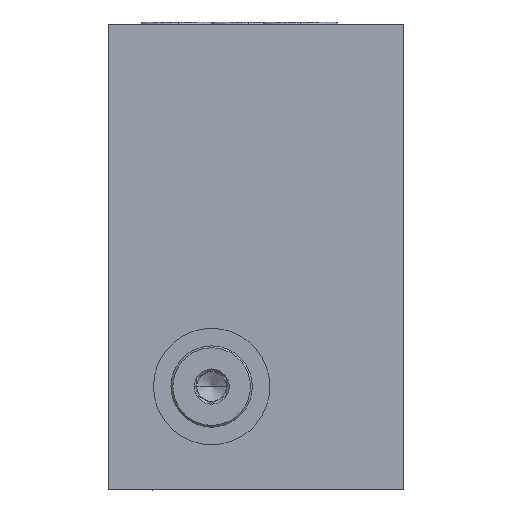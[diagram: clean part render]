
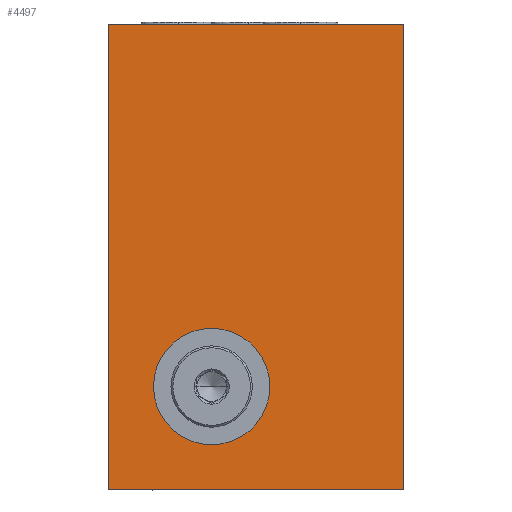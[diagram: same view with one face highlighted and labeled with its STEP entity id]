
A CAD part, left-side view. The second image highlights one B-rep face of the part: STEP entity #4497.
In plain terms, the highlighted planar face has unit normal (-1, 0, 0).
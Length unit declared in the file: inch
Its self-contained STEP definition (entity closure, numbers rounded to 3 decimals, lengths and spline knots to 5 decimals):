
#9=DIRECTION('',(0.,-1.,0.));
#10=VECTOR('',#9,2.5);
#11=CARTESIAN_POINT('',(0.,0.,0.));
#12=LINE('',#11,#10);
#1658=DIRECTION('',(0.,0.,1.));
#1659=VECTOR('',#1658,3.938);
#1660=CARTESIAN_POINT('',(0.,0.,0.));
#1661=LINE('',#1660,#1659);
#1662=CARTESIAN_POINT('',(0.,-0.875,0.875));
#1663=DIRECTION('',(1.,0.,0.));
#1664=DIRECTION('',(0.,0.,-1.));
#1665=AXIS2_PLACEMENT_3D('',#1662,#1663,#1664);
#1667=CARTESIAN_POINT('',(0.,-0.875,0.875));
#1668=DIRECTION('',(1.,0.,0.));
#1669=DIRECTION('',(0.,0.,1.));
#1670=AXIS2_PLACEMENT_3D('',#1667,#1668,#1669);
#1774=DIRECTION('',(0.,-1.,0.));
#1775=VECTOR('',#1774,2.5);
#1776=CARTESIAN_POINT('',(0.,0.,3.938));
#1777=LINE('',#1776,#1775);
#3028=DIRECTION('',(0.,0.,1.));
#3029=VECTOR('',#3028,3.938);
#3030=CARTESIAN_POINT('',(0.,-2.5,0.));
#3031=LINE('',#3030,#3029);
#3032=CARTESIAN_POINT('',(0.,0.,0.));
#3033=CARTESIAN_POINT('',(0.,-2.5,0.));
#3034=VERTEX_POINT('',#3032);
#3035=VERTEX_POINT('',#3033);
#3036=CARTESIAN_POINT('',(0.,0.,3.938));
#3037=CARTESIAN_POINT('',(0.,-2.5,3.938));
#3038=VERTEX_POINT('',#3036);
#3039=VERTEX_POINT('',#3037);
#3279=CARTESIAN_POINT('',(0.,-0.875,0.383));
#3281=VERTEX_POINT('',#3279);
#3283=CARTESIAN_POINT('',(0.,-0.875,1.367));
#3285=VERTEX_POINT('',#3283);
#4479=CARTESIAN_POINT('',(0.,0.,0.));
#4480=DIRECTION('',(-1.,0.,0.));
#4481=DIRECTION('',(0.,-1.,0.));
#4482=AXIS2_PLACEMENT_3D('',#4479,#4480,#4481);
#4483=PLANE('',#4482);
#4484=ORIENTED_EDGE('',*,*,#3429,.F.);
#4486=ORIENTED_EDGE('',*,*,#4485,.T.);
#4488=ORIENTED_EDGE('',*,*,#4487,.T.);
#4490=ORIENTED_EDGE('',*,*,#4489,.F.);
#4491=EDGE_LOOP('',(#4484,#4486,#4488,#4490));
#4492=FACE_OUTER_BOUND('',#4491,.F.);
#4493=ORIENTED_EDGE('',*,*,#4472,.F.);
#4494=ORIENTED_EDGE('',*,*,#4461,.F.);
#4495=EDGE_LOOP('',(#4493,#4494));
#4496=FACE_BOUND('',#4495,.F.);
#4497=ADVANCED_FACE('',(#4492,#4496),#4483,.T.);
#1666=CIRCLE('',#1665,0.492);
#1671=CIRCLE('',#1670,0.492);
#3429=EDGE_CURVE('',#3034,#3035,#12,.T.);
#4461=EDGE_CURVE('',#3285,#3281,#1671,.T.);
#4472=EDGE_CURVE('',#3281,#3285,#1666,.T.);
#4485=EDGE_CURVE('',#3034,#3038,#1661,.T.);
#4487=EDGE_CURVE('',#3038,#3039,#1777,.T.);
#4489=EDGE_CURVE('',#3035,#3039,#3031,.T.);
